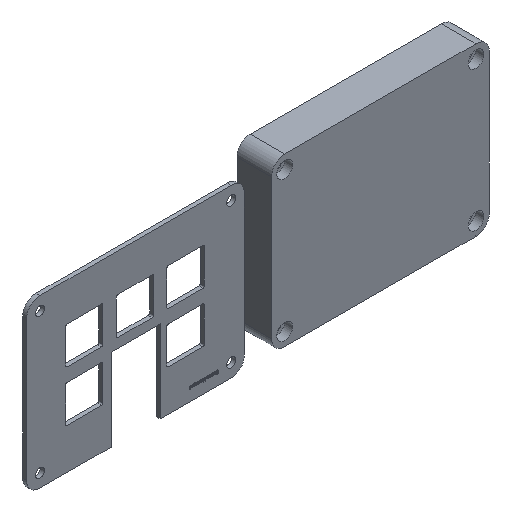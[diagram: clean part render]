
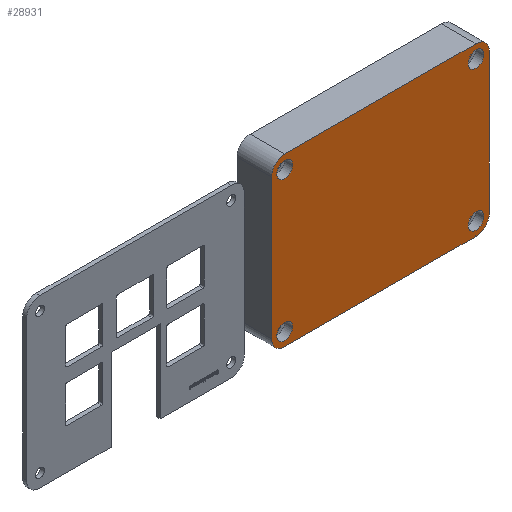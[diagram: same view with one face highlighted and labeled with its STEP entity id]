
A CAD part, isometric view. The second image highlights one B-rep face of the part: STEP entity #28931.
In plain terms, the highlighted planar face has unit normal (0, -1, 0).
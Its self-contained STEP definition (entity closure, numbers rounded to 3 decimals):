
#1823=FACE_BOUND('',#4621,.T.);
#1824=FACE_BOUND('',#4622,.T.);
#1825=FACE_BOUND('',#4623,.T.);
#1826=FACE_BOUND('',#4624,.T.);
#1957=PLANE('',#30828);
#2939=FACE_OUTER_BOUND('',#4620,.T.);
#4620=EDGE_LOOP('',(#20113,#20114,#20115,#20116,#20117,#20118,#20119,#20120));
#4621=EDGE_LOOP('',(#20121));
#4622=EDGE_LOOP('',(#20122));
#4623=EDGE_LOOP('',(#20123));
#4624=EDGE_LOOP('',(#20124));
#6411=LINE('',#39029,#9381);
#6416=LINE('',#39043,#9386);
#6439=LINE('',#39106,#9409);
#6440=LINE('',#39108,#9410);
#9381=VECTOR('',#32569,10.);
#9386=VECTOR('',#32584,10.);
#9409=VECTOR('',#32653,10.);
#9410=VECTOR('',#32656,10.);
#12338=CIRCLE('',#30789,5.);
#12346=CIRCLE('',#30800,5.);
#12347=CIRCLE('',#30802,5.);
#12348=CIRCLE('',#30805,5.);
#12350=CIRCLE('',#30814,3.);
#12352=CIRCLE('',#30817,3.);
#12354=CIRCLE('',#30820,3.);
#12356=CIRCLE('',#30823,3.);
#12807=VERTEX_POINT('',#38984);
#12808=VERTEX_POINT('',#38986);
#12827=VERTEX_POINT('',#39028);
#12828=VERTEX_POINT('',#39032);
#12829=VERTEX_POINT('',#39036);
#12830=VERTEX_POINT('',#39038);
#12831=VERTEX_POINT('',#39042);
#12832=VERTEX_POINT('',#39046);
#12842=VERTEX_POINT('',#39081);
#12844=VERTEX_POINT('',#39087);
#12846=VERTEX_POINT('',#39093);
#12848=VERTEX_POINT('',#39099);
#15667=EDGE_CURVE('',#12807,#12808,#12338,.T.);
#15688=EDGE_CURVE('',#12827,#12808,#6411,.T.);
#15690=EDGE_CURVE('',#12827,#12828,#12346,.T.);
#15693=EDGE_CURVE('',#12829,#12830,#12347,.T.);
#15695=EDGE_CURVE('',#12831,#12830,#6416,.T.);
#15697=EDGE_CURVE('',#12831,#12832,#12348,.T.);
#15716=EDGE_CURVE('',#12842,#12842,#12350,.T.);
#15719=EDGE_CURVE('',#12844,#12844,#12352,.T.);
#15722=EDGE_CURVE('',#12846,#12846,#12354,.T.);
#15725=EDGE_CURVE('',#12848,#12848,#12356,.T.);
#15727=EDGE_CURVE('',#12829,#12828,#6439,.T.);
#15728=EDGE_CURVE('',#12807,#12832,#6440,.T.);
#20113=ORIENTED_EDGE('',*,*,#15667,.F.);
#20114=ORIENTED_EDGE('',*,*,#15728,.T.);
#20115=ORIENTED_EDGE('',*,*,#15697,.F.);
#20116=ORIENTED_EDGE('',*,*,#15695,.T.);
#20117=ORIENTED_EDGE('',*,*,#15693,.F.);
#20118=ORIENTED_EDGE('',*,*,#15727,.T.);
#20119=ORIENTED_EDGE('',*,*,#15690,.F.);
#20120=ORIENTED_EDGE('',*,*,#15688,.T.);
#20121=ORIENTED_EDGE('',*,*,#15725,.F.);
#20122=ORIENTED_EDGE('',*,*,#15716,.F.);
#20123=ORIENTED_EDGE('',*,*,#15722,.F.);
#20124=ORIENTED_EDGE('',*,*,#15719,.F.);
#28931=ADVANCED_FACE('',(#2939,#1823,#1824,#1825,#1826),#1957,.F.);
#30789=AXIS2_PLACEMENT_3D('',#38987,#32536,#32537);
#30800=AXIS2_PLACEMENT_3D('',#39033,#32573,#32574);
#30802=AXIS2_PLACEMENT_3D('',#39039,#32579,#32580);
#30805=AXIS2_PLACEMENT_3D('',#39047,#32588,#32589);
#30814=AXIS2_PLACEMENT_3D('',#39083,#32623,#32624);
#30817=AXIS2_PLACEMENT_3D('',#39089,#32630,#32631);
#30820=AXIS2_PLACEMENT_3D('',#39095,#32637,#32638);
#30823=AXIS2_PLACEMENT_3D('',#39101,#32644,#32645);
#30828=AXIS2_PLACEMENT_3D('',#39109,#32657,#32658);
#32536=DIRECTION('center_axis',(0.,1.,0.));
#32537=DIRECTION('ref_axis',(0.707,0.,0.707));
#32569=DIRECTION('',(0.,0.,1.));
#32573=DIRECTION('center_axis',(0.,1.,0.));
#32574=DIRECTION('ref_axis',(0.707,0.,-0.707));
#32579=DIRECTION('center_axis',(0.,1.,0.));
#32580=DIRECTION('ref_axis',(-0.707,0.,-0.707));
#32584=DIRECTION('',(0.,0.,-1.));
#32588=DIRECTION('center_axis',(0.,1.,0.));
#32589=DIRECTION('ref_axis',(-0.707,0.,0.707));
#32623=DIRECTION('center_axis',(0.,-1.,0.));
#32624=DIRECTION('ref_axis',(1.,0.,0.));
#32630=DIRECTION('center_axis',(0.,-1.,0.));
#32631=DIRECTION('ref_axis',(1.,0.,0.));
#32637=DIRECTION('center_axis',(0.,-1.,0.));
#32638=DIRECTION('ref_axis',(1.,0.,0.));
#32644=DIRECTION('center_axis',(0.,-1.,0.));
#32645=DIRECTION('ref_axis',(1.,0.,0.));
#32653=DIRECTION('',(1.,0.,0.));
#32656=DIRECTION('',(-1.,0.,0.));
#32657=DIRECTION('center_axis',(0.,1.,0.));
#32658=DIRECTION('ref_axis',(1.,0.,0.));
#38984=CARTESIAN_POINT('',(47.,0.,35.));
#38986=CARTESIAN_POINT('',(52.,0.,30.));
#38987=CARTESIAN_POINT('Origin',(47.,0.,30.));
#39028=CARTESIAN_POINT('',(52.,0.,-22.8));
#39029=CARTESIAN_POINT('',(52.,0.,-27.8));
#39032=CARTESIAN_POINT('',(47.,0.,-27.8));
#39033=CARTESIAN_POINT('Origin',(47.,0.,-22.8));
#39036=CARTESIAN_POINT('',(-25.,0.,-27.8));
#39038=CARTESIAN_POINT('',(-30.,0.,-22.8));
#39039=CARTESIAN_POINT('Origin',(-25.,0.,-22.8));
#39042=CARTESIAN_POINT('',(-30.,0.,30.));
#39043=CARTESIAN_POINT('',(-30.,0.,35.));
#39046=CARTESIAN_POINT('',(-25.,0.,35.));
#39047=CARTESIAN_POINT('Origin',(-25.,0.,30.));
#39081=CARTESIAN_POINT('',(44.,0.,-22.8));
#39083=CARTESIAN_POINT('Origin',(47.,0.,-22.8));
#39087=CARTESIAN_POINT('',(-28.,0.,-22.8));
#39089=CARTESIAN_POINT('Origin',(-25.,0.,-22.8));
#39093=CARTESIAN_POINT('',(-28.,0.,30.));
#39095=CARTESIAN_POINT('Origin',(-25.,0.,30.));
#39099=CARTESIAN_POINT('',(44.,0.,30.));
#39101=CARTESIAN_POINT('Origin',(47.,0.,30.));
#39106=CARTESIAN_POINT('',(-30.,0.,-27.8));
#39108=CARTESIAN_POINT('',(52.,0.,35.));
#39109=CARTESIAN_POINT('Origin',(11.,0.,3.6));
